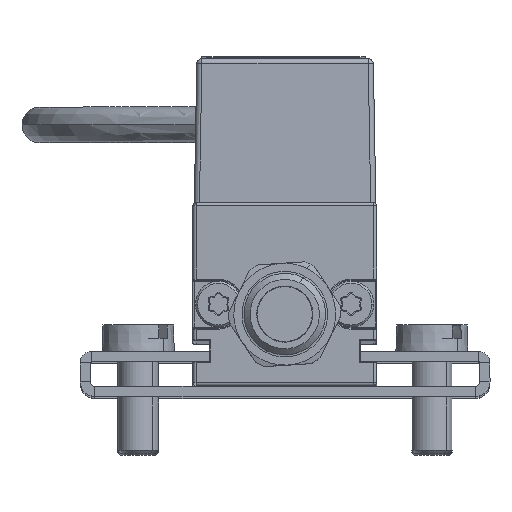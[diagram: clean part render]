
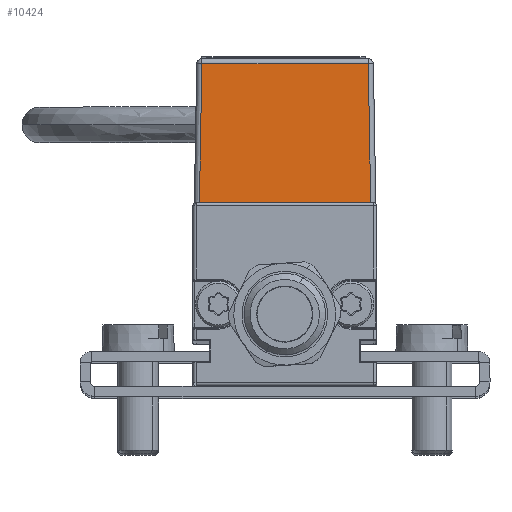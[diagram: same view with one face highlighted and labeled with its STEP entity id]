
A CAD part, top view. The second image highlights one B-rep face of the part: STEP entity #10424.
In plain terms, the highlighted planar face has unit normal (0, 0.018, 1).
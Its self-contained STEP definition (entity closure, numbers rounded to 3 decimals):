
#1448 = CARTESIAN_POINT ( 'NONE',  ( -8.129, 31.583, 182.771 ) ) ;
#2132 = VERTEX_POINT ( 'NONE', #8450 ) ;
#2914 = CARTESIAN_POINT ( 'NONE',  ( -8.868, 18., 183.009 ) ) ;
#3798 = LINE ( 'NONE', #23327, #22988 ) ;
#4802 = DIRECTION ( 'NONE',  ( 1., 0., 0. ) ) ;
#5658 = VECTOR ( 'NONE', #8081, 1000. ) ;
#6327 = VECTOR ( 'NONE', #7565, 1000. ) ;
#6363 = PLANE ( 'NONE',  #13531 ) ;
#6450 = CARTESIAN_POINT ( 'NONE',  ( -8.868, 18., 183.009 ) ) ;
#6770 = ORIENTED_EDGE ( 'NONE', *, *, #20666, .T. ) ;
#7565 = DIRECTION ( 'NONE',  ( -0.017, 1., -0.017 ) ) ;
#8081 = DIRECTION ( 'NONE',  ( -0.017, -1., 0.017 ) ) ;
#8294 = ORIENTED_EDGE ( 'NONE', *, *, #23188, .T. ) ;
#8311 = DIRECTION ( 'NONE',  ( 0., -1., 0.017 ) ) ;
#8450 = CARTESIAN_POINT ( 'NONE',  ( 8.426, 18., 183.009 ) ) ;
#9365 = VECTOR ( 'NONE', #4802, 1000. ) ;
#10424 = ADVANCED_FACE ( 'NONE', ( #12458 ), #6363, .T. ) ;
#11163 = LINE ( 'NONE', #21071, #5658 ) ;
#12089 = ORIENTED_EDGE ( 'NONE', *, *, #19812, .T. ) ;
#12223 = DIRECTION ( 'NONE',  ( -1., 0., 0. ) ) ;
#12458 = FACE_OUTER_BOUND ( 'NONE', #23413, .T. ) ;
#13192 = CARTESIAN_POINT ( 'NONE',  ( 8.189, 31.583, 182.771 ) ) ;
#13294 = VERTEX_POINT ( 'NONE', #1448 ) ;
#13531 = AXIS2_PLACEMENT_3D ( 'NONE', #6450, #19445, #8311 ) ;
#14289 = LINE ( 'NONE', #2914, #9365 ) ;
#16176 = LINE ( 'NONE', #18641, #6327 ) ;
#16750 = VERTEX_POINT ( 'NONE', #18410 ) ;
#18009 = ORIENTED_EDGE ( 'NONE', *, *, #22572, .T. ) ;
#18410 = CARTESIAN_POINT ( 'NONE',  ( -8.366, 18., 183.009 ) ) ;
#18641 = CARTESIAN_POINT ( 'NONE',  ( 8.421, 18.302, 183.003 ) ) ;
#19445 = DIRECTION ( 'NONE',  ( 0., 0.017, 1. ) ) ;
#19812 = EDGE_CURVE ( 'NONE', #22415, #13294, #3798, .T. ) ;
#20666 = EDGE_CURVE ( 'NONE', #2132, #22415, #16176, .T. ) ;
#21071 = CARTESIAN_POINT ( 'NONE',  ( -8.366, 17.991, 183.009 ) ) ;
#22415 = VERTEX_POINT ( 'NONE', #13192 ) ;
#22572 = EDGE_CURVE ( 'NONE', #13294, #16750, #11163, .T. ) ;
#22988 = VECTOR ( 'NONE', #12223, 1000. ) ;
#23188 = EDGE_CURVE ( 'NONE', #16750, #2132, #14289, .T. ) ;
#23327 = CARTESIAN_POINT ( 'NONE',  ( -8.868, 31.583, 182.771 ) ) ;
#23413 = EDGE_LOOP ( 'NONE', ( #6770, #12089, #18009, #8294 ) ) ;
